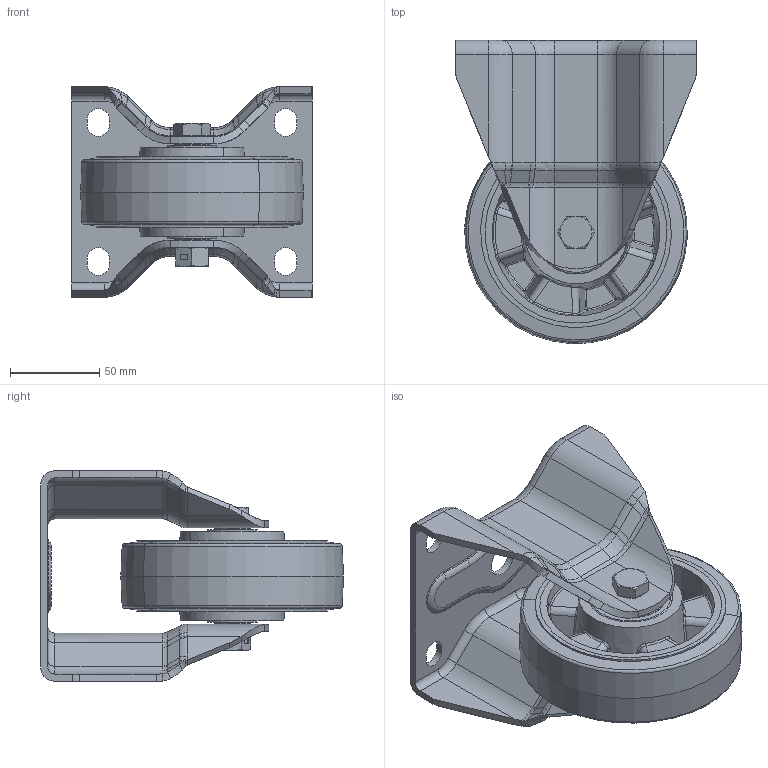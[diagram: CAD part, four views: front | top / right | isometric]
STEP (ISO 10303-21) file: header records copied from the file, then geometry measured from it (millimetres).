
FILE_DESCRIPTION (( 'STEP AP214' ), '1' );
FILE_NAME ('0047343_B-IHB-EGA-125-K_(A-01).step', '2019-06-24T07:45:02', ( 'Windows-Benutzer' ), ( '' ), 'SwSTEP 2.0', 'SolidWorks 2018', '' );
FILE_SCHEMA (( 'AUTOMOTIVE_DESIGN' ));
Length unit declared in the file: millimetre
Products named in the file (1): 0047343_B-IHB-EGA-125-K_(A-01)
Bounding box: 135 x 169.93 x 118 mm (x, y, z)
Volume: 516804.2 mm3; surface area: 205782.8 mm2
Topology: 15 solids, 15 shells, 880 faces, 1934 edges, 1098 vertices
Faces by surface type: bspline 240, cylinder 230, plane 176, torus 134, sphere 60, cone 40
Entity records: 40917 total; most frequent: CARTESIAN_POINT 13214, ORIENTED_EDGE 3868, DIRECTION 3563, EDGE_CURVE 1934, AXIS2_PLACEMENT_3D 1511, VERTEX_POINT 1098, EDGE_LOOP 934, UNCERTAINTY_MEASURE_WITH_UNIT 897
